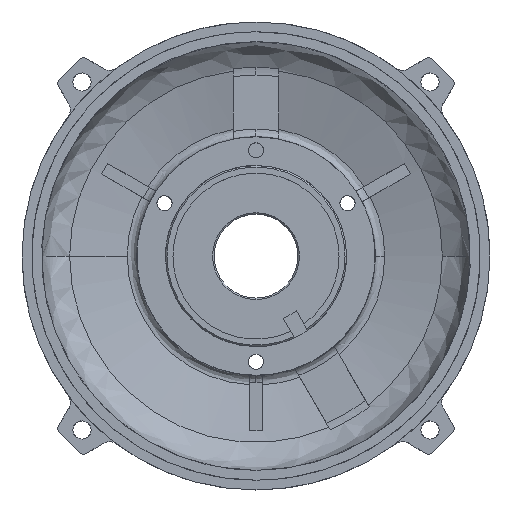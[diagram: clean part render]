
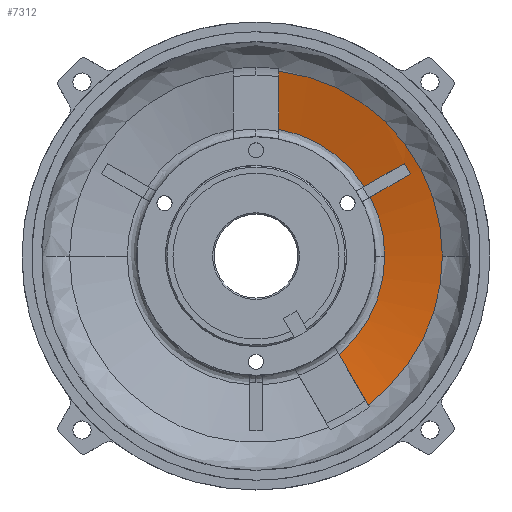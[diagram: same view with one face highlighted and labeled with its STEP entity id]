
A CAD part, top view. The second image highlights one B-rep face of the part: STEP entity #7312.
In plain terms, the highlighted conical face has half-angle 75 degrees and reference radius 123.471 mm.
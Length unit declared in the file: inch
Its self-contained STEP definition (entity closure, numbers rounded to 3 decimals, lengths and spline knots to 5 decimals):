
#12 = VERTEX_POINT ( 'NONE', #17944 ) ;
#160 = ORIENTED_EDGE ( 'NONE', *, *, #25861, .F. ) ;
#251 = VERTEX_POINT ( 'NONE', #22687 ) ;
#757 = ORIENTED_EDGE ( 'NONE', *, *, #43615, .T. ) ;
#910 = CARTESIAN_POINT ( 'NONE',  ( -4.29138, 4.08941, 3.6267 ) ) ;
#1402 = CIRCLE ( 'NONE', #6821, 3.35804 ) ;
#1639 = CARTESIAN_POINT ( 'NONE',  ( -0.42439, 6.50385, 3.94845 ) ) ;
#1753 = CARTESIAN_POINT ( 'NONE',  ( -4.29138, 4.08941, 3.6267 ) ) ;
#3490 = CARTESIAN_POINT ( 'NONE',  ( -3.70083, 7.80894, 3.73585 ) ) ;
#3752 = CARTESIAN_POINT ( 'NONE',  ( -2.1271, 1.52186, 3.6267 ) ) ;
#5039 = AXIS2_PLACEMENT_3D ( 'NONE', #910, #14196, #7524 ) ;
#5119 = VERTEX_POINT ( 'NONE', #19043 ) ;
#5127 = CARTESIAN_POINT ( 'NONE',  ( -0.82391, 6.27319, 3.82492 ) ) ;
#6026 = CARTESIAN_POINT ( 'NONE',  ( -4.29138, 4.08941, 4.02943 ) ) ;
#6161 = CARTESIAN_POINT ( 'NONE',  ( -1.36743, 0.20608, 4.02943 ) ) ;
#6792 = ORIENTED_EDGE ( 'NONE', *, *, #12620, .F. ) ;
#6821 = AXIS2_PLACEMENT_3D ( 'NONE', #1753, #29516, #15695 ) ;
#7312 = ADVANCED_FACE ( 'NONE', ( #28445 ), #26268, .F. ) ;
#7343 = CARTESIAN_POINT ( 'NONE',  ( -1.92018, 1.16347, 3.73585 ) ) ;
#7524 = DIRECTION ( 'NONE',  ( 1., 0., 0. ) ) ;
#8327 = B_SPLINE_CURVE_WITH_KNOTS ( 'NONE', 3,
 ( #17956, #42016, #12000, #21963 ),
 .UNSPECIFIED., .F., .F.,
 ( 4, 4 ),
 ( 0., 1. ),
 .UNSPECIFIED. ) ;
#9264 = AXIS2_PLACEMENT_3D ( 'NONE', #32551, #15394, #39463 ) ;
#9902 = CARTESIAN_POINT ( 'NONE',  ( -0.26691, 6.23109, 3.94845 ) ) ;
#9989 = CARTESIAN_POINT ( 'NONE',  ( -0.26691, 6.23109, 3.94845 ) ) ;
#10154 = CARTESIAN_POINT ( 'NONE',  ( -0.31626, 6.32383, 3.94845 ) ) ;
#10585 = CARTESIAN_POINT ( 'NONE',  ( -3.70083, 7.39511, 3.6267 ) ) ;
#11765 = CARTESIAN_POINT ( 'NONE',  ( -1.17083, 6.0729, 3.71767 ) ) ;
#12000 = CARTESIAN_POINT ( 'NONE',  ( -0.61384, 6.03079, 3.8412 ) ) ;
#12525 = EDGE_CURVE ( 'NONE', #5119, #22214, #38298, .T. ) ;
#12620 = EDGE_CURVE ( 'NONE', #20447, #16244, #31567, .T. ) ;
#14196 = DIRECTION ( 'NONE',  ( 0., 0., -1. ) ) ;
#14322 = DIRECTION ( 'NONE',  ( 0., 0., 1. ) ) ;
#14947 = AXIS2_PLACEMENT_3D ( 'NONE', #6026, #30459, #26543 ) ;
#15057 = ORIENTED_EDGE ( 'NONE', *, *, #23459, .T. ) ;
#15113 = CARTESIAN_POINT ( 'NONE',  ( -1.46517, 5.90296, 3.6267 ) ) ;
#15224 = EDGE_CURVE ( 'NONE', #251, #33930, #15540, .T. ) ;
#15394 = DIRECTION ( 'NONE',  ( 0., 0., -1. ) ) ;
#15540 = B_SPLINE_CURVE_WITH_KNOTS ( 'NONE', 3,
 ( #6161, #26989, #7343, #3752 ),
 .UNSPECIFIED., .F., .F.,
 ( 4, 4 ),
 ( 0., 1. ),
 .UNSPECIFIED. ) ;
#15695 = DIRECTION ( 'NONE',  ( 0., -1., 0. ) ) ;
#15980 = CARTESIAN_POINT ( 'NONE',  ( -3.70083, 8.91444, 4.02943 ) ) ;
#16244 = VERTEX_POINT ( 'NONE', #32653 ) ;
#16809 = DIRECTION ( 'NONE',  ( -1., 0., 0. ) ) ;
#16814 = CARTESIAN_POINT ( 'NONE',  ( -2.1271, 1.52186, 3.6267 ) ) ;
#17272 = CARTESIAN_POINT ( 'NONE',  ( -3.70083, 8.31538, 3.8701 ) ) ;
#17279 = ORIENTED_EDGE ( 'NONE', *, *, #28949, .F. ) ;
#17944 = CARTESIAN_POINT ( 'NONE',  ( -0.93334, 4.08941, 3.6267 ) ) ;
#17956 = CARTESIAN_POINT ( 'NONE',  ( -1.30769, 5.63019, 3.6267 ) ) ;
#17970 = AXIS2_PLACEMENT_3D ( 'NONE', #43104, #25941, #16809 ) ;
#19043 = CARTESIAN_POINT ( 'NONE',  ( -1.46517, 5.90296, 3.6267 ) ) ;
#19420 = ORIENTED_EDGE ( 'NONE', *, *, #12525, .T. ) ;
#20447 = VERTEX_POINT ( 'NONE', #15980 ) ;
#21534 = ORIENTED_EDGE ( 'NONE', *, *, #44244, .T. ) ;
#21963 = CARTESIAN_POINT ( 'NONE',  ( -0.26691, 6.23109, 3.94845 ) ) ;
#22137 = B_SPLINE_CURVE_WITH_KNOTS ( 'NONE', 3,
 ( #9989, #10154, #42083, #38140 ),
 .UNSPECIFIED., .F., .F.,
 ( 4, 4 ),
 ( 0., 1. ),
 .UNSPECIFIED. ) ;
#22214 = VERTEX_POINT ( 'NONE', #23758 ) ;
#22687 = CARTESIAN_POINT ( 'NONE',  ( -1.36743, 0.20608, 4.02943 ) ) ;
#23096 = ORIENTED_EDGE ( 'NONE', *, *, #25205, .F. ) ;
#23459 = EDGE_CURVE ( 'NONE', #39589, #12, #38478, .T. ) ;
#23758 = CARTESIAN_POINT ( 'NONE',  ( -0.42439, 6.50385, 3.94845 ) ) ;
#25205 = EDGE_CURVE ( 'NONE', #16244, #251, #25835, .T. ) ;
#25666 = CARTESIAN_POINT ( 'NONE',  ( -3.70083, 7.39511, 3.6267 ) ) ;
#25835 = CIRCLE ( 'NONE', #14947, 4.86104 ) ;
#25861 = EDGE_CURVE ( 'NONE', #35653, #22214, #22137, .T. ) ;
#25941 = DIRECTION ( 'NONE',  ( 0., 0., -1. ) ) ;
#26268 = CONICAL_SURFACE ( 'NONE', #28274, 4.86104, 1.309 ) ;
#26543 = DIRECTION ( 'NONE',  ( -1., 0., 0. ) ) ;
#26762 = CARTESIAN_POINT ( 'NONE',  ( -1.30769, 5.63019, 3.6267 ) ) ;
#26989 = CARTESIAN_POINT ( 'NONE',  ( -1.66696, 0.72488, 3.8701 ) ) ;
#28274 = AXIS2_PLACEMENT_3D ( 'NONE', #34371, #14322, #42035 ) ;
#28445 = FACE_OUTER_BOUND ( 'NONE', #36435, .T. ) ;
#28949 = EDGE_CURVE ( 'NONE', #34648, #20447, #39715, .T. ) ;
#29516 = DIRECTION ( 'NONE',  ( 0., 0., -1. ) ) ;
#30459 = DIRECTION ( 'NONE',  ( 0., 0., -1. ) ) ;
#31025 = EDGE_CURVE ( 'NONE', #39589, #35653, #8327, .T. ) ;
#31567 = CIRCLE ( 'NONE', #17970, 4.86104 ) ;
#32551 = CARTESIAN_POINT ( 'NONE',  ( -4.29138, 4.08941, 3.6267 ) ) ;
#32653 = CARTESIAN_POINT ( 'NONE',  ( 0.56966, 4.08941, 4.02943 ) ) ;
#32750 = ORIENTED_EDGE ( 'NONE', *, *, #15224, .F. ) ;
#33930 = VERTEX_POINT ( 'NONE', #16814 ) ;
#34371 = CARTESIAN_POINT ( 'NONE',  ( -4.29138, 4.08941, 4.02943 ) ) ;
#34648 = VERTEX_POINT ( 'NONE', #25666 ) ;
#35319 = ORIENTED_EDGE ( 'NONE', *, *, #31025, .F. ) ;
#35653 = VERTEX_POINT ( 'NONE', #9902 ) ;
#36435 = EDGE_LOOP ( 'NONE', ( #21534, #19420, #160, #35319, #15057, #757, #32750, #23096, #6792, #17279 ) ) ;
#37096 = CIRCLE ( 'NONE', #5039, 3.35804 ) ;
#38140 = CARTESIAN_POINT ( 'NONE',  ( -0.42439, 6.50385, 3.94845 ) ) ;
#38298 = B_SPLINE_CURVE_WITH_KNOTS ( 'NONE', 3,
 ( #15113, #11765, #5127, #1639 ),
 .UNSPECIFIED., .F., .F.,
 ( 4, 4 ),
 ( 0., 1. ),
 .UNSPECIFIED. ) ;
#38478 = CIRCLE ( 'NONE', #9264, 3.35804 ) ;
#39463 = DIRECTION ( 'NONE',  ( 1., 0., 0. ) ) ;
#39589 = VERTEX_POINT ( 'NONE', #26762 ) ;
#39715 = B_SPLINE_CURVE_WITH_KNOTS ( 'NONE', 3,
 ( #10585, #3490, #17272, #41620 ),
 .UNSPECIFIED., .F., .F.,
 ( 4, 4 ),
 ( 0., 1. ),
 .UNSPECIFIED. ) ;
#41620 = CARTESIAN_POINT ( 'NONE',  ( -3.70083, 8.91444, 4.02943 ) ) ;
#42016 = CARTESIAN_POINT ( 'NONE',  ( -0.96077, 5.83049, 3.73395 ) ) ;
#42035 = DIRECTION ( 'NONE',  ( -1., 0., 0. ) ) ;
#42083 = CARTESIAN_POINT ( 'NONE',  ( -0.36876, 6.41475, 3.94845 ) ) ;
#43104 = CARTESIAN_POINT ( 'NONE',  ( -4.29138, 4.08941, 4.02943 ) ) ;
#43615 = EDGE_CURVE ( 'NONE', #12, #33930, #37096, .T. ) ;
#44244 = EDGE_CURVE ( 'NONE', #34648, #5119, #1402, .T. ) ;
